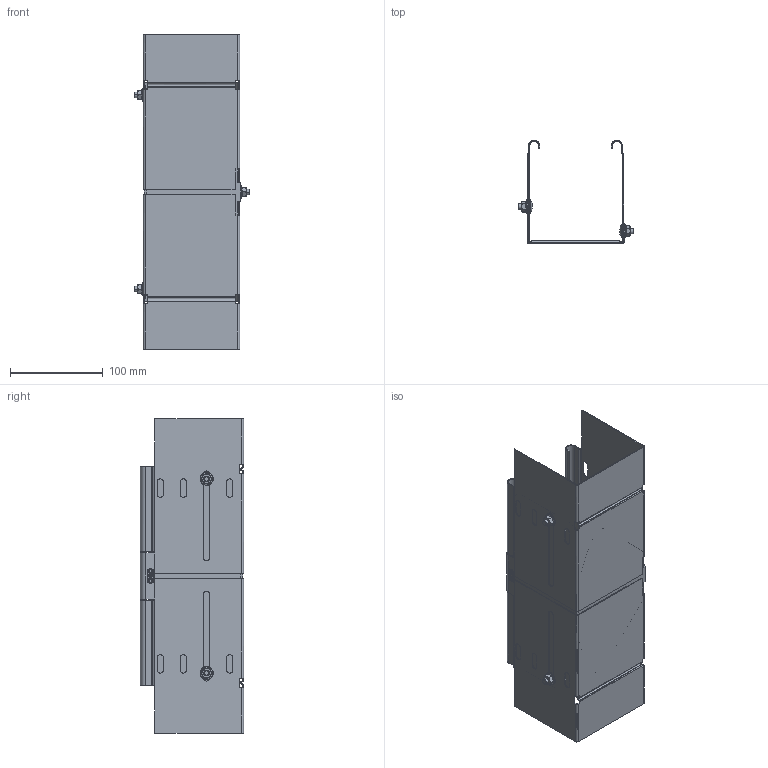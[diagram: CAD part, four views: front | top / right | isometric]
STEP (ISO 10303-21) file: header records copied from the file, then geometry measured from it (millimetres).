
FILE_DESCRIPTION(/* description */ (''),/* implementation_level */ '2;1');
FILE_NAME(/* name */ '6040700',/* time_stamp */ '2014-10-22T16:02:56+02:00',/* author */ (''),/* organization */ (''),/* preprocessor_version */ 'ST-DEVELOPER v15',/* originating_system */ '',/* authorisation */ '');
FILE_SCHEMA (('AUTOMOTIVE_DESIGN'));
Length unit declared in the file: millimetre
Products named in the file (2): Document; Block 02
Assembly tree (1 placements, depth 2):
  Document
    Block 02
Bounding box: 125 x 111.49 x 340 mm (x, y, z)
Volume: 146583 mm3; surface area: 296308.6 mm2
Topology: 5 solids, 8 shells, 627 faces, 1640 edges, 1012 vertices
Faces by surface type: plane 335, bspline 292
Entity records: 22433 total; most frequent: CARTESIAN_POINT 12530, ORIENTED_EDGE 3220, EDGE_CURVE 1634, VERTEX_POINT 1012, B_SPLINE_CURVE_WITH_KNOTS 934, EDGE_LOOP 688, ADVANCED_FACE 627, FACE_OUTER_BOUND 627
